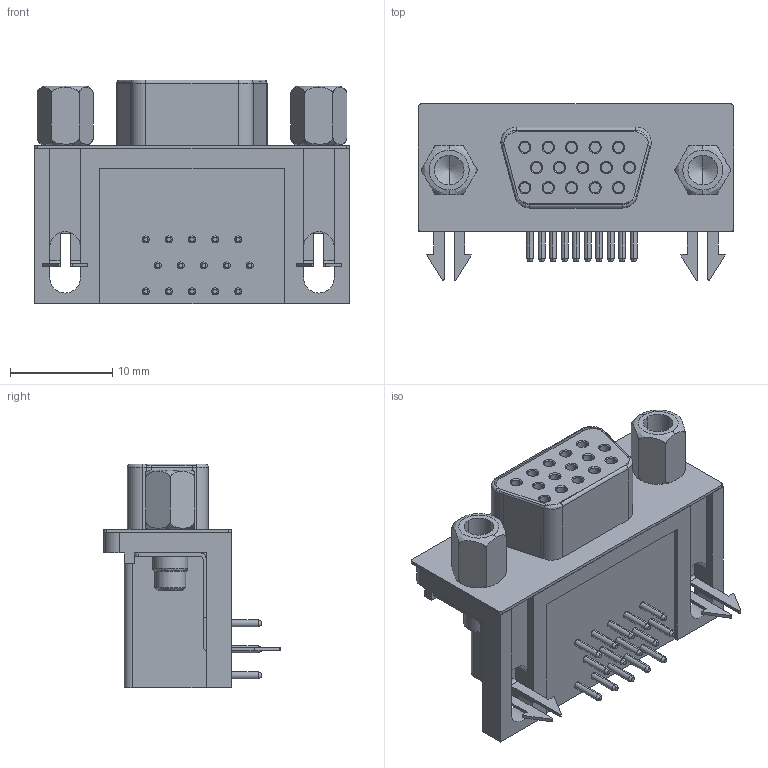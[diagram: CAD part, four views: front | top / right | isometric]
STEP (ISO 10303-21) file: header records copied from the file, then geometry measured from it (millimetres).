
FILE_DESCRIPTION (( 'STEP AP214' ), '1' );
FILE_NAME ('DB15F.STEP', '2019-06-26T13:56:52', ( 'Microsoft' ), ( 'Microsoft' ), 'SwSTEP 2.0', 'SolidWorks 2017', '' );
FILE_SCHEMA (( 'AUTOMOTIVE_DESIGN' ));
Length unit declared in the file: millimetre
Products named in the file (5): ?Y??; 1ｨｬ?｡ｧ?t; ??; VGA?｡ﾂ?ｨｹ; DB15F
Assembly tree (6 placements, depth 2):
  DB15F
    VGA?｡ﾂ?ｨｹ
    ??
    1ｨｬ?｡ｧ?t  x2
    ?Y??  x2
Bounding box: 30.8 x 17.25 x 21.9 mm (x, y, z)
Volume: 4539.9 mm3; surface area: 4802.3 mm2
Topology: 6 solids, 6 shells, 397 faces, 953 edges, 595 vertices
Faces by surface type: cylinder 155, plane 143, cone 68, bspline 31
Entity records: 14157 total; most frequent: CARTESIAN_POINT 2429, DIRECTION 1740, ORIENTED_EDGE 1572, EDGE_CURVE 786, AXIS2_PLACEMENT_3D 665, VERTEX_POINT 488, LINE 410, VECTOR 410
